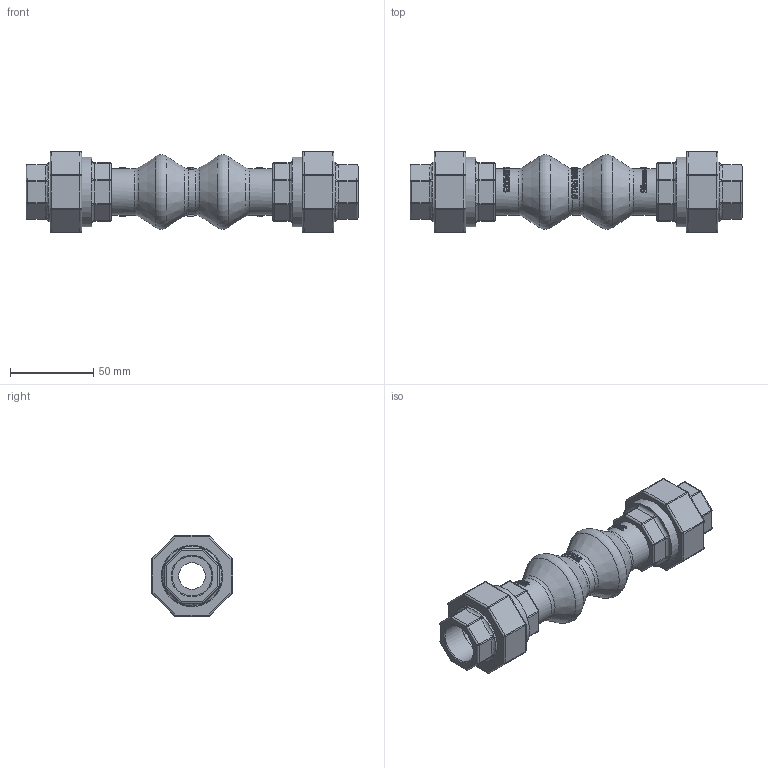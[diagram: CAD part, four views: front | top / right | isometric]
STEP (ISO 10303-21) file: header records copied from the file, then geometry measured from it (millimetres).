
FILE_DESCRIPTION(/* description */ ('1504005'),/* implementation_level */ '2;1');
FILE_NAME(/* name */ '1504005.stp',/* time_stamp */ '2018-01-08T15:43:26+01:00',/* author */ ('jmorand'),/* organization */ ('sferaco'),/* preprocessor_version */ 'ST-DEVELOPER v16.5',/* originating_system */ 'Autodesk Inventor 2017',/* authorisation */ '');
FILE_SCHEMA (('CONFIG_CONTROL_DESIGN'));
Products named in the file (1): 1504005_bd
Bounding box: 200 x 49 x 49 mm (x, y, z)
Volume: 168835.1 mm3; surface area: 49228 mm2
Topology: 1 solids, 3 shells, 1218 faces, 3143 edges, 2007 vertices
Faces by surface type: bspline 475, plane 413, cylinder 232, sphere 64, torus 24, cone 10
Full cylindrical faces by diameter (mm): 16 x3, 24 x2, 24.117 x2, 28 x3, 36 x2, 37 x2, 39 x2, 39.835 x2, 42 x2
Entity records: 49787 total; most frequent: CARTESIAN_POINT 21785, ORIENTED_EDGE 6154, DIRECTION 4430, EDGE_CURVE 3077, VERTEX_POINT 1983, AXIS2_PLACEMENT_3D 1526, LINE 1378, VECTOR 1378
